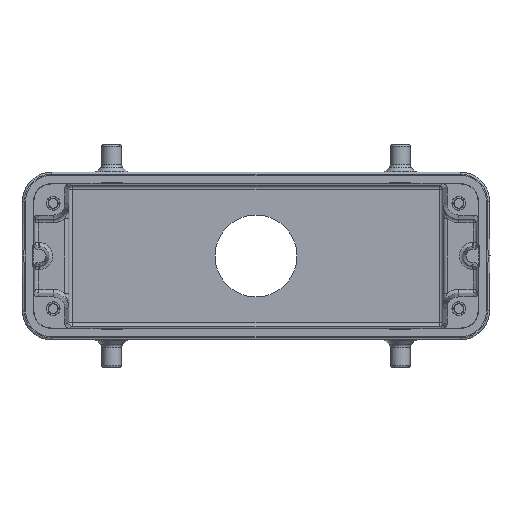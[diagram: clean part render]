
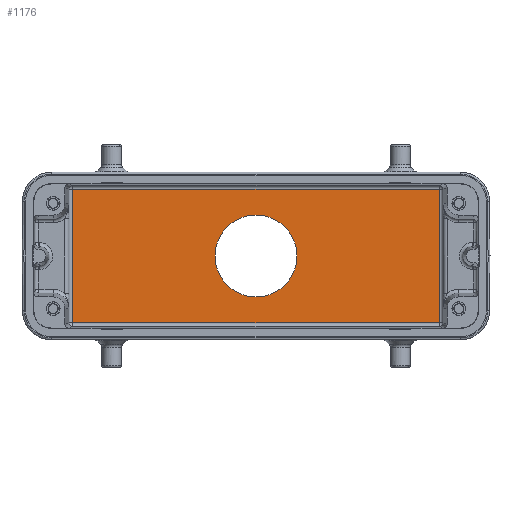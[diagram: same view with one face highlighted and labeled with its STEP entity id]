
A CAD part, front view. The second image highlights one B-rep face of the part: STEP entity #1176.
In plain terms, the highlighted planar face has unit normal (0, -1, 0).
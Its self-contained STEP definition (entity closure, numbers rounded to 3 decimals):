
#581=PLANE('',#9212);
#683=FACE_BOUND('',#2196,.T.);
#684=FACE_BOUND('',#2197,.T.);
#1176=ADVANCED_FACE('NONE',(#683,#684),#581,.F.);
#2196=EDGE_LOOP('',(#4445,#4446,#4447,#4448));
#2197=EDGE_LOOP('',(#4449,#4450));
#2315=CIRCLE('',#8639,10.5);
#2538=CIRCLE('',#9211,10.5);
#4445=ORIENTED_EDGE('',*,*,#6790,.F.);
#4446=ORIENTED_EDGE('',*,*,#6840,.F.);
#4447=ORIENTED_EDGE('',*,*,#6802,.F.);
#4448=ORIENTED_EDGE('',*,*,#6923,.T.);
#4449=ORIENTED_EDGE('',*,*,#5873,.T.);
#4450=ORIENTED_EDGE('',*,*,#6924,.T.);
#5071=VERTEX_POINT('',#11636);
#5072=VERTEX_POINT('',#11638);
#5660=VERTEX_POINT('',#16065);
#5663=VERTEX_POINT('',#16072);
#5695=VERTEX_POINT('',#16347);
#5700=VERTEX_POINT('',#16499);
#5873=EDGE_CURVE('NONE',#5072,#5071,#2315,.T.);
#6790=EDGE_CURVE('NONE',#5663,#5695,#7672,.T.);
#6802=EDGE_CURVE('NONE',#5700,#5660,#7677,.T.);
#6840=EDGE_CURVE('NONE',#5660,#5663,#7696,.T.);
#6923=EDGE_CURVE('NONE',#5700,#5695,#7755,.T.);
#6924=EDGE_CURVE('NONE',#5071,#5072,#2538,.T.);
#7672=LINE('',#16349,#8440);
#7677=LINE('',#16501,#8445);
#7696=LINE('',#16601,#8464);
#7755=LINE('',#16825,#8523);
#8440=VECTOR('',#10974,1.);
#8445=VECTOR('',#10991,1.);
#8464=VECTOR('',#11060,1.);
#8523=VECTOR('',#11195,1.);
#8639=AXIS2_PLACEMENT_3D('',#11637,#9392,#9393);
#9211=AXIS2_PLACEMENT_3D('',#16826,#11196,#11197);
#9212=AXIS2_PLACEMENT_3D('',#16827,#11198,#11199);
#9392=DIRECTION('',(0.,1.,0.));
#9393=DIRECTION('',(0.,0.,1.));
#10974=DIRECTION('',(0.,0.,-1.));
#10991=DIRECTION('',(0.,0.,1.));
#11060=DIRECTION('',(1.,0.,0.));
#11195=DIRECTION('',(1.,0.,0.));
#11196=DIRECTION('',(0.,1.,0.));
#11197=DIRECTION('',(0.,0.,1.));
#11198=DIRECTION('',(0.,1.,0.));
#11199=DIRECTION('',(0.,0.,1.));
#11636=CARTESIAN_POINT('',(0.,52.,-10.5));
#11637=CARTESIAN_POINT('',(0.,52.,0.));
#11638=CARTESIAN_POINT('',(0.,52.,10.5));
#16065=CARTESIAN_POINT('',(-47.,52.,17.135));
#16072=CARTESIAN_POINT('',(47.,52.,17.135));
#16347=CARTESIAN_POINT('',(47.,52.,-17.135));
#16349=CARTESIAN_POINT('',(47.,52.,-18.5));
#16499=CARTESIAN_POINT('',(-47.,52.,-17.135));
#16501=CARTESIAN_POINT('',(-47.,52.,-18.5));
#16601=CARTESIAN_POINT('',(57.,52.,17.135));
#16825=CARTESIAN_POINT('',(-216.432,52.,-17.135));
#16826=CARTESIAN_POINT('',(0.,52.,0.));
#16827=CARTESIAN_POINT('',(57.,52.,-18.5));
